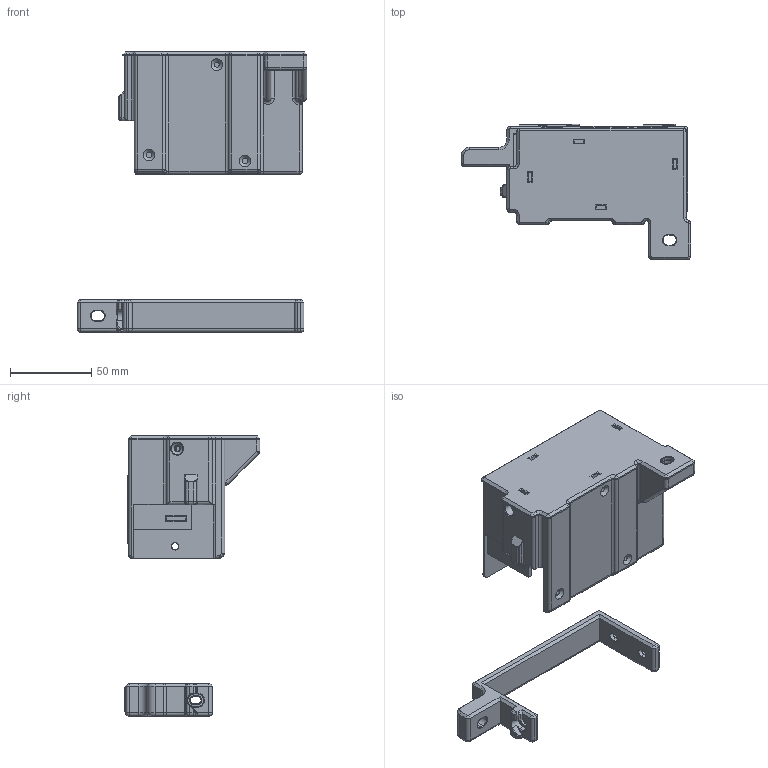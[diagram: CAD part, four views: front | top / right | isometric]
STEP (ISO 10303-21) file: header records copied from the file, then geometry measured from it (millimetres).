
FILE_DESCRIPTION(/* description */ (''),/* implementation_level */ '2;1');
FILE_NAME(/* name */ 'PSU_Cover-OneHole v10.step',/* time_stamp */ '2018-11-19T21:39:28+01:00',/* author */ ('wolfgang.schadow'),/* organization */ (''),/* preprocessor_version */ 'ST-DEVELOPER v17.2',/* originating_system */ 'Autodesk Translation Framework v7.6.0.251',/* authorisation */ '');
FILE_SCHEMA (('AUTOMOTIVE_DESIGN { 1 0 10303 214 3 1 1 }'));
Products named in the file (3): PSU_Cover-OneHole; PSU_Cover-Base_v1.1_MK3 v1; PSU Top Mount 1 v1
Assembly tree (2 placements, depth 2):
  PSU_Cover-OneHole
    PSU_Cover-Base_v1.1_MK3 v1
    PSU Top Mount 1 v1
Bounding box: 141.1 x 83.4 x 172.37 mm (x, y, z)
Volume: 139979.8 mm3; surface area: 75425.1 mm2
Topology: 3 solids, 3 shells, 1410 faces, 3499 edges, 2048 vertices
Faces by surface type: plane 441, cone 405, cylinder 374, sphere 97, bspline 81, torus 12
Full cylindrical faces by diameter (mm): 2.5 x4, 2.6 x4, 3.1 x12, 3.2 x2, 3.4 x2, 4.2 x1, 7.1 x1
Entity records: 52011 total; most frequent: CARTESIAN_POINT 18575, DIRECTION 7310, ORIENTED_EDGE 6848, EDGE_CURVE 3424, AXIS2_PLACEMENT_3D 2765, VERTEX_POINT 2048, LINE 1780, VECTOR 1780
